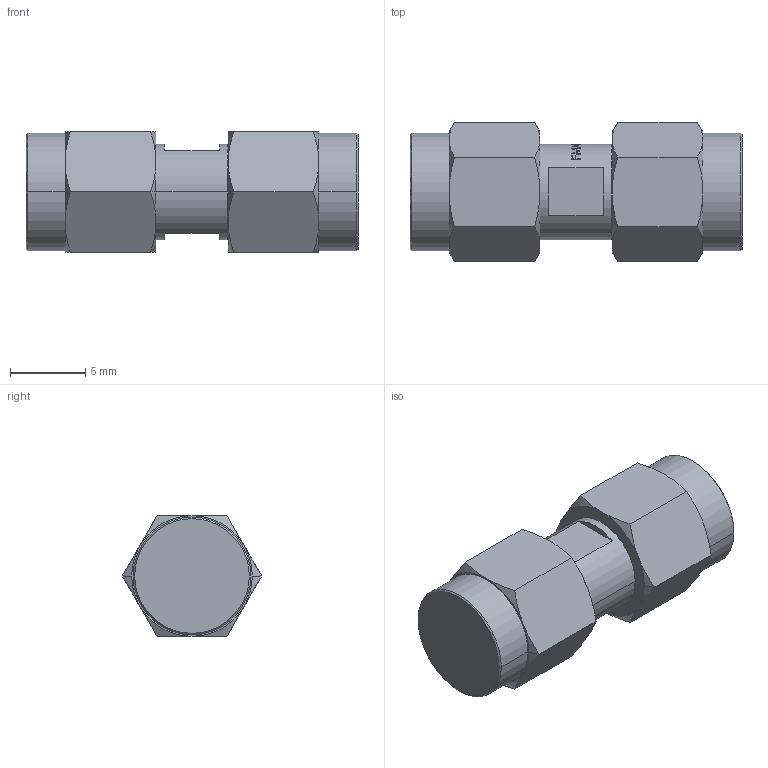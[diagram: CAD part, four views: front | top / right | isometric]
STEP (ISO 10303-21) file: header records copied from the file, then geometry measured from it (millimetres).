
FILE_DESCRIPTION (( 'STEP AP203' ), '1' );
FILE_NAME ('FMAD1245_3D.STEP', '2021-05-05T13:05:35', ( '' ), ( '' ), 'SwSTEP 2.0', 'SolidWorks 2020', '' );
FILE_SCHEMA (( 'CONFIG_CONTROL_DESIGN' ));
Length unit declared in the file: millimetre
Products named in the file (1): FMAD1245_3D
Bounding box: 22 x 9.24 x 8 mm (x, y, z)
Volume: 1055.6 mm3; surface area: 766.4 mm2
Topology: 2 solids, 2 shells, 170 faces, 416 edges, 266 vertices
Faces by surface type: plane 96, bspline 21, cone 20, cylinder 17, sphere 16
Entity records: 6044 total; most frequent: CARTESIAN_POINT 2103, ORIENTED_EDGE 832, DIRECTION 758, EDGE_CURVE 416, AXIS2_PLACEMENT_3D 300, VERTEX_POINT 266, EDGE_LOOP 186, ADVANCED_FACE 170
